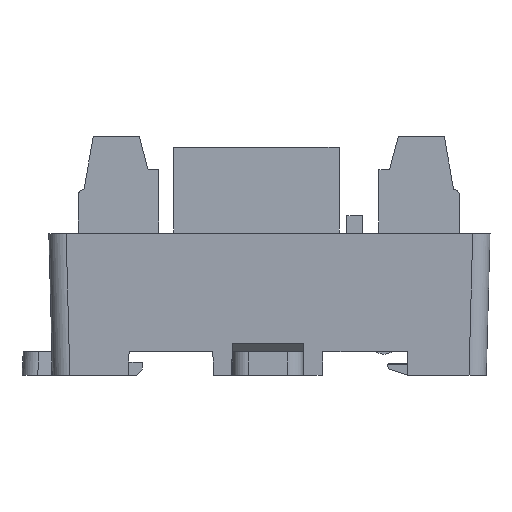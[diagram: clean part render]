
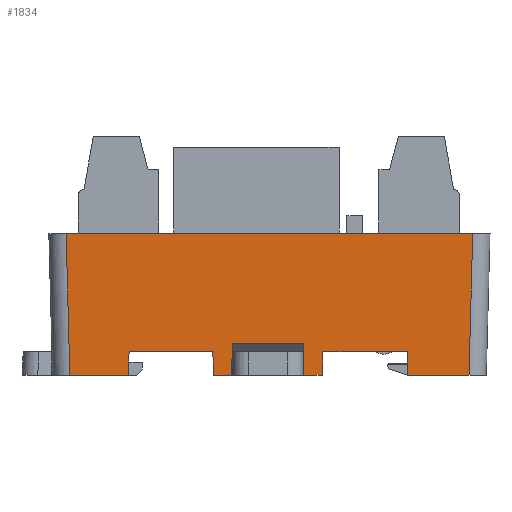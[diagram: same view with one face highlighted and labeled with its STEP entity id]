
A CAD part, left-side view. The second image highlights one B-rep face of the part: STEP entity #1834.
In plain terms, the highlighted planar face has unit normal (-1, 0, -0.026).
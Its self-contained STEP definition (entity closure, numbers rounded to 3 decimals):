
#1208=FACE_OUTER_BOUND('',#3481,.T.);
#1834=ADVANCED_FACE('',(#1208),#2483,.T.);
#2483=PLANE('',#12976);
#3481=EDGE_LOOP('',(#4425,#4426,#4427,#4428,#4429,#4430,#4431,#4432,#4433,
#4434,#4435,#4436,#4437,#4438,#4439,#4440));
#4425=ORIENTED_EDGE('',*,*,#8855,.T.);
#4426=ORIENTED_EDGE('',*,*,#8827,.T.);
#4427=ORIENTED_EDGE('',*,*,#8856,.T.);
#4428=ORIENTED_EDGE('',*,*,#8857,.T.);
#4429=ORIENTED_EDGE('',*,*,#8858,.T.);
#4430=ORIENTED_EDGE('',*,*,#8859,.F.);
#4431=ORIENTED_EDGE('',*,*,#8860,.T.);
#4432=ORIENTED_EDGE('',*,*,#8861,.T.);
#4433=ORIENTED_EDGE('',*,*,#8862,.F.);
#4434=ORIENTED_EDGE('',*,*,#8851,.T.);
#4435=ORIENTED_EDGE('',*,*,#8863,.F.);
#4436=ORIENTED_EDGE('',*,*,#8864,.T.);
#4437=ORIENTED_EDGE('',*,*,#8865,.F.);
#4438=ORIENTED_EDGE('',*,*,#8866,.T.);
#4439=ORIENTED_EDGE('',*,*,#8867,.F.);
#4440=ORIENTED_EDGE('',*,*,#8868,.T.);
#7703=VERTEX_POINT('',#17186);
#7704=VERTEX_POINT('',#17187);
#7727=VERTEX_POINT('',#17235);
#7728=VERTEX_POINT('',#17236);
#7731=VERTEX_POINT('',#17244);
#7732=VERTEX_POINT('',#17246);
#7733=VERTEX_POINT('',#17248);
#7734=VERTEX_POINT('',#17250);
#7735=VERTEX_POINT('',#17252);
#7736=VERTEX_POINT('',#17254);
#7737=VERTEX_POINT('',#17256);
#7738=VERTEX_POINT('',#17259);
#7739=VERTEX_POINT('',#17261);
#7740=VERTEX_POINT('',#17263);
#7741=VERTEX_POINT('',#17265);
#7742=VERTEX_POINT('',#17267);
#8827=EDGE_CURVE('',#7703,#7704,#10461,.T.);
#8851=EDGE_CURVE('',#7727,#7728,#10485,.T.);
#8855=EDGE_CURVE('',#7731,#7703,#10489,.T.);
#8856=EDGE_CURVE('',#7704,#7732,#10490,.T.);
#8857=EDGE_CURVE('',#7732,#7733,#10491,.T.);
#8858=EDGE_CURVE('',#7733,#7734,#10492,.T.);
#8859=EDGE_CURVE('',#7735,#7734,#10493,.T.);
#8860=EDGE_CURVE('',#7735,#7736,#10494,.T.);
#8861=EDGE_CURVE('',#7736,#7737,#10495,.T.);
#8862=EDGE_CURVE('',#7727,#7737,#10496,.T.);
#8863=EDGE_CURVE('',#7738,#7728,#10497,.T.);
#8864=EDGE_CURVE('',#7738,#7739,#10498,.T.);
#8865=EDGE_CURVE('',#7740,#7739,#10499,.T.);
#8866=EDGE_CURVE('',#7740,#7741,#10500,.T.);
#8867=EDGE_CURVE('',#7742,#7741,#10501,.T.);
#8868=EDGE_CURVE('',#7742,#7731,#10502,.T.);
#10461=LINE('',#17185,#11779);
#10485=LINE('',#17234,#11803);
#10489=LINE('',#17243,#11807);
#10490=LINE('',#17245,#11808);
#10491=LINE('',#17247,#11809);
#10492=LINE('',#17249,#11810);
#10493=LINE('',#17251,#11811);
#10494=LINE('',#17253,#11812);
#10495=LINE('',#17255,#11813);
#10496=LINE('',#17257,#11814);
#10497=LINE('',#17258,#11815);
#10498=LINE('',#17260,#11816);
#10499=LINE('',#17262,#11817);
#10500=LINE('',#17264,#11818);
#10501=LINE('',#17266,#11819);
#10502=LINE('',#17268,#11820);
#11779=VECTOR('',#13971,1.);
#11803=VECTOR('',#13997,1.);
#11807=VECTOR('',#14003,1.);
#11808=VECTOR('',#14004,1.);
#11809=VECTOR('',#14005,1.);
#11810=VECTOR('',#14006,1.);
#11811=VECTOR('',#14007,1.);
#11812=VECTOR('',#14008,1.);
#11813=VECTOR('',#14009,1.);
#11814=VECTOR('',#14010,1.);
#11815=VECTOR('',#14011,1.);
#11816=VECTOR('',#14012,1.);
#11817=VECTOR('',#14013,1.);
#11818=VECTOR('',#14014,1.);
#11819=VECTOR('',#14015,1.);
#11820=VECTOR('',#14016,1.);
#12976=AXIS2_PLACEMENT_3D('',#17269,#14017,#14018);
#13971=DIRECTION('',(0.,-1.,0.));
#13997=DIRECTION('',(0.,-1.,0.));
#14003=DIRECTION('',(-0.026,-0.035,0.999));
#14004=DIRECTION('',(0.026,-0.017,-1.));
#14005=DIRECTION('',(0.,-1.,0.));
#14006=DIRECTION('',(-0.026,-0.026,0.999));
#14007=DIRECTION('',(0.,-1.,0.));
#14008=DIRECTION('',(0.026,-0.026,-0.999));
#14009=DIRECTION('',(0.,-1.,0.));
#14010=DIRECTION('',(0.026,0.017,-1.));
#14011=DIRECTION('',(-0.026,0.035,0.999));
#14012=DIRECTION('',(0.,-1.,0.));
#14013=DIRECTION('',(0.026,0.009,-1.));
#14014=DIRECTION('',(0.,-1.,0.));
#14015=DIRECTION('',(-0.026,0.009,1.));
#14016=DIRECTION('',(0.,-1.,0.));
#14017=DIRECTION('',(-1.,0.,-0.026));
#14018=DIRECTION('',(-0.026,0.,1.));
#17185=CARTESIAN_POINT('',(-403.428,182.554,193.292));
#17186=CARTESIAN_POINT('',(-403.428,175.554,193.292));
#17187=CARTESIAN_POINT('',(-403.428,164.804,193.292));
#17234=CARTESIAN_POINT('',(-403.428,182.554,193.292));
#17235=CARTESIAN_POINT('',(-403.428,200.204,193.292));
#17236=CARTESIAN_POINT('',(-403.428,189.554,193.292));
#17243=CARTESIAN_POINT('',(-403.815,175.039,208.044));
#17244=CARTESIAN_POINT('',(-403.35,175.659,190.292));
#17245=CARTESIAN_POINT('',(-403.829,165.071,208.585));
#17246=CARTESIAN_POINT('',(-403.35,164.752,190.292));
#17247=CARTESIAN_POINT('',(-403.35,182.054,190.292));
#17248=CARTESIAN_POINT('',(-403.35,156.975,190.292));
#17249=CARTESIAN_POINT('',(-403.804,156.521,207.631));
#17250=CARTESIAN_POINT('',(-403.821,156.503,208.292));
#17251=CARTESIAN_POINT('',(-403.821,182.054,208.292));
#17252=CARTESIAN_POINT('',(-403.821,208.205,208.292));
#17253=CARTESIAN_POINT('',(-403.804,208.188,207.631));
#17254=CARTESIAN_POINT('',(-403.35,207.734,190.292));
#17255=CARTESIAN_POINT('',(-403.35,182.554,190.292));
#17256=CARTESIAN_POINT('',(-403.35,200.257,190.292));
#17257=CARTESIAN_POINT('',(-403.397,200.225,192.088));
#17258=CARTESIAN_POINT('',(-403.397,189.512,192.089));
#17259=CARTESIAN_POINT('',(-403.35,189.45,190.292));
#17260=CARTESIAN_POINT('',(-403.35,182.554,190.292));
#17261=CARTESIAN_POINT('',(-403.35,187.13,190.292));
#17262=CARTESIAN_POINT('',(-403.822,186.973,208.332));
#17263=CARTESIAN_POINT('',(-403.454,187.096,194.291));
#17264=CARTESIAN_POINT('',(-403.454,182.054,194.291));
#17265=CARTESIAN_POINT('',(-403.454,178.013,194.291));
#17266=CARTESIAN_POINT('',(-403.822,178.135,208.323));
#17267=CARTESIAN_POINT('',(-403.35,177.978,190.292));
#17268=CARTESIAN_POINT('',(-403.35,182.554,190.292));
#17269=CARTESIAN_POINT('',(-403.821,182.054,208.289));
